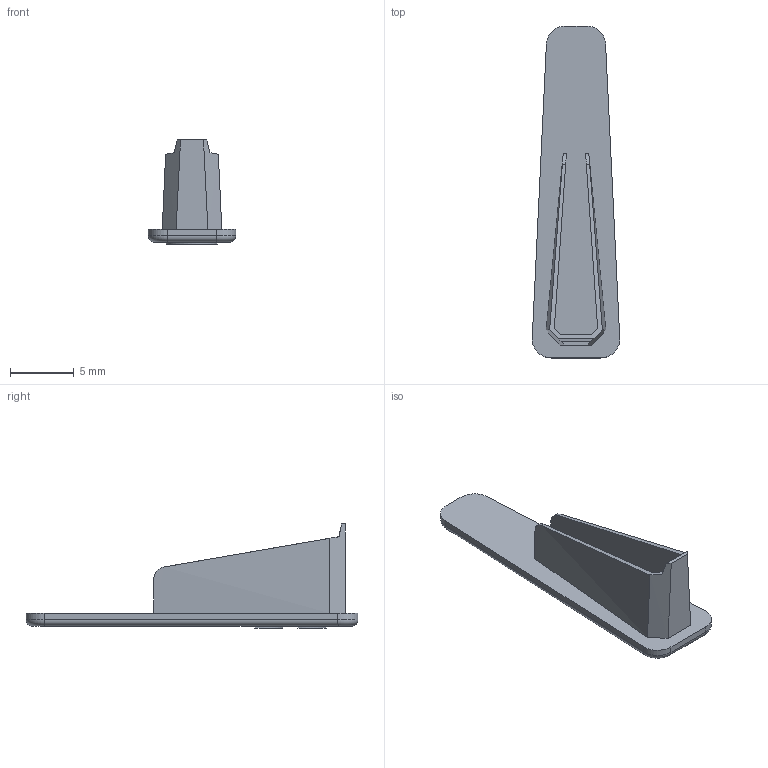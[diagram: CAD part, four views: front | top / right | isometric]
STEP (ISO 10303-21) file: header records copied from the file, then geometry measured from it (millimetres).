
FILE_DESCRIPTION((''),'2;1');
FILE_NAME('ASM0142_ASM','2021-03-30T',('marketing.praksa'),('Audax d.o.o.'),'CREO PARAMETRIC BY PTC INC, 2017480','CREO PARAMETRIC BY PTC INC, 2017480','');
FILE_SCHEMA(('AUTOMOTIVE_DESIGN { 1 0 10303 214 1 1 1 1 }'));
Length unit declared in the file: millimetre
Products named in the file (3): PRT0005SDFA; PRT0157; ASM0142_ASM
Assembly tree (2 placements, depth 2):
  ASM0142_ASM
    PRT0005SDFA
    PRT0157
Bounding box: 6.85 x 26 x 8.15 mm (x, y, z)
Volume: 207.1 mm3; surface area: 681 mm2
Topology: 4 solids, 4 shells, 154 faces, 442 edges, 302 vertices
Faces by surface type: plane 79, cylinder 63, bspline 8, torus 4
Entity records: 8055 total; most frequent: CARTESIAN_POINT 1191, ORIENTED_EDGE 884, DIRECTION 872, PRESENTATION_STYLE_ASSIGNMENT 600, STYLED_ITEM 600, CURVE_STYLE 442, EDGE_CURVE 442, AXIS2_PLACEMENT_3D 303
